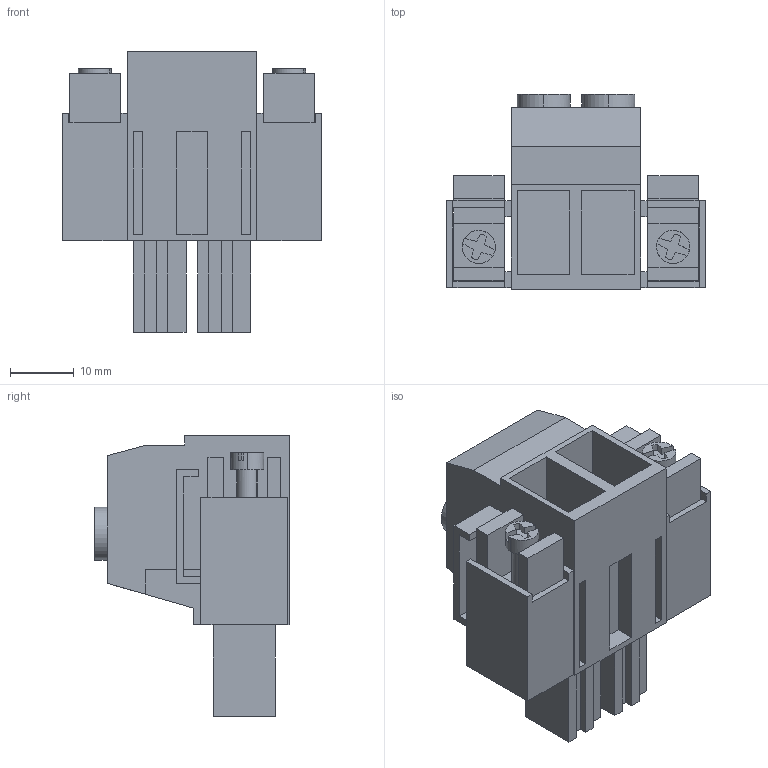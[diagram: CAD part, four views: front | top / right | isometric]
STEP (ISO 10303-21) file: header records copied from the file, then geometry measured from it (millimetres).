
FILE_DESCRIPTION(('CATIA V5 STEP Exchange','CAx-IF Rec.Pracs.--- Model Styling and Organization---1.2---2011-12-15'),'2;1');
FILE_NAME ('D1459176_0_1924700000_1924700000.stp','2017-04-28T06:46:03+00:00',('none'),('Weidmueller'),'CATIA Version 5-6 Release 2014','CATIA V5 STEP AP214','none');
FILE_SCHEMA(('AUTOMOTIVE_DESIGN { 1 0 10303 214 1 1 1 1 }'));
Length unit declared in the file: millimetre
Products named in the file (1): 1924700000
Bounding box: 40.64 x 30.6 x 44.1 mm (x, y, z)
Volume: 18096.2 mm3; surface area: 13694.5 mm2
Topology: 7 solids, 7 shells, 288 faces, 788 edges, 527 vertices
Faces by surface type: plane 242, cylinder 42, extrusion 4
Entity records: 8994 total; most frequent: CARTESIAN_POINT 1865, ORIENTED_EDGE 1576, DIRECTION 1238, EDGE_CURVE 788, VECTOR 684, LINE 680, VERTEX_POINT 527, AXIS2_PLACEMENT_3D 322
